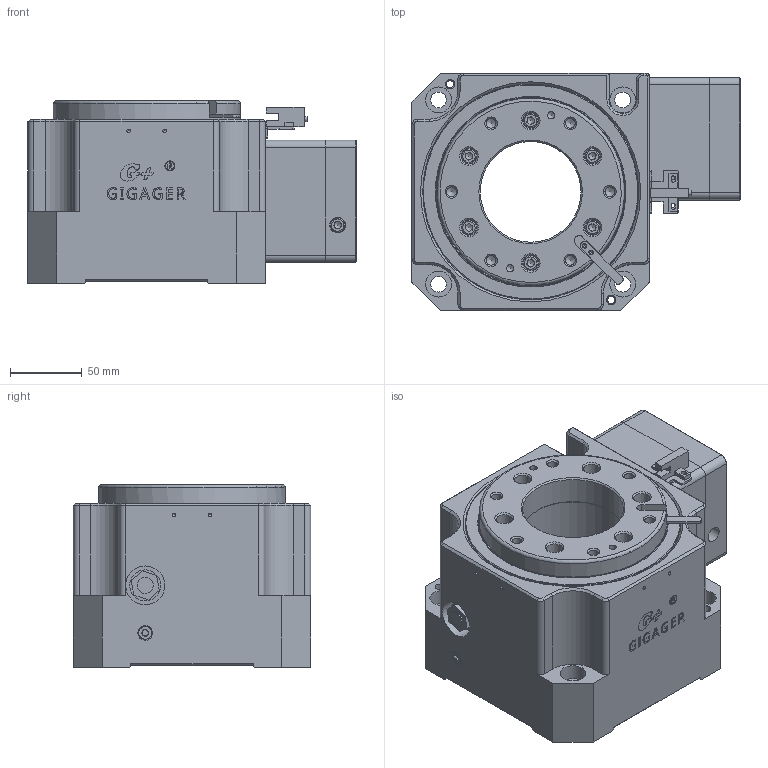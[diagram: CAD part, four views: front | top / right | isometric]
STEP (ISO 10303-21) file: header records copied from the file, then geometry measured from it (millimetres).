
FILE_DESCRIPTION (( 'STEP AP203' ), '1' );
FILE_NAME ('GSH150-30K-ST1.step', '2021-06-01T02:17:40', ( 'Microsoft' ), ( 'Microsoft' ), 'SwSTEP 2.0', 'SolidWorks 2019', '' );
FILE_SCHEMA (( 'CONFIG_CONTROL_DESIGN' ));
Length unit declared in the file: millimetre
Products named in the file (1): GSH150-30K-ST1
Bounding box: 228 x 165 x 127 mm (x, y, z)
Volume: 2147788.1 mm3; surface area: 462196.8 mm2
Topology: 37 solids, 37 shells, 1331 faces, 3151 edges, 1982 vertices
Faces by surface type: plane 707, cylinder 280, cone 192, bspline 102, torus 50
Full cylindrical faces by diameter (mm): 2.5 x12, 3.2 x2, 3.5 x1, 4 x2, 4.2 x4, 5 x25, 5.5 x10, 6 x14, 6.5 x3, 6.6 x14, 6.8 x7, 7 x1, 8.5 x14, 8.8 x2, 10 x22, 10.3 x2, 10.956 x2, 11 x18, 11.266 x1, 14 x1, 15.5 x1, 18 x5, 19 x2, 21 x1, 21.5 x1, 24 x1, 24.8 x1, 27 x1, 30 x2, 35 x1
Entity records: 40321 total; most frequent: CARTESIAN_POINT 12095, DIRECTION 5591, ORIENTED_EDGE 5340, EDGE_CURVE 2670, AXIS2_PLACEMENT_3D 2079, EDGE_LOOP 1887, VERTEX_POINT 1867, FACE_OUTER_BOUND 1567
